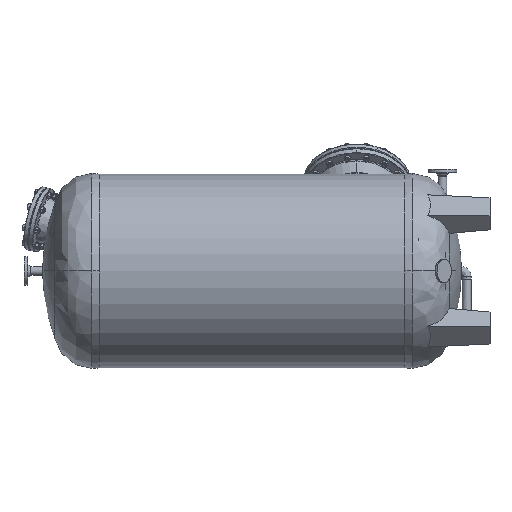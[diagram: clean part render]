
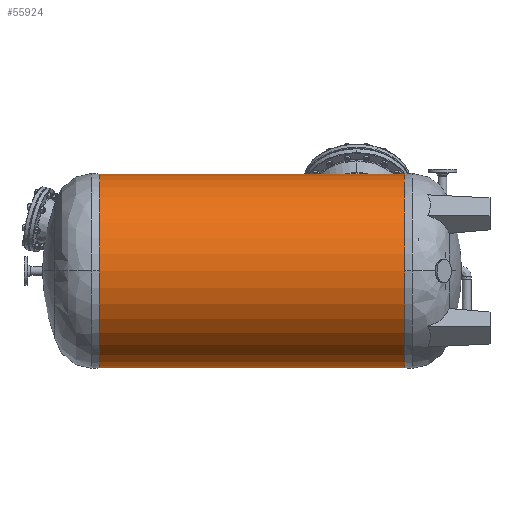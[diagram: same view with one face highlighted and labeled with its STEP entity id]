
A CAD part, left-side view. The second image highlights one B-rep face of the part: STEP entity #55924.
In plain terms, the highlighted cylindrical face has radius 508 mm (diameter 1016 mm), a partial arc.
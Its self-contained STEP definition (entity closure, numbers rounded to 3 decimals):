
#821 = CARTESIAN_POINT ( 'NONE',  ( 0., 1892.522, 508. ) ) ;
#917 = DIRECTION ( 'NONE',  ( 0., 1., 0. ) ) ;
#2344 = DIRECTION ( 'NONE',  ( 0., -1., 0. ) ) ;
#2535 = CARTESIAN_POINT ( 'NONE',  ( 0., 0., -508. ) ) ;
#3039 = EDGE_CURVE ( 'NONE', #19169, #34684, #33872, .T. ) ;
#3777 = VERTEX_POINT ( 'NONE', #7016 ) ;
#5581 = DIRECTION ( 'NONE',  ( 0., 0., 1. ) ) ;
#7016 = CARTESIAN_POINT ( 'NONE',  ( -508., 1892.522, 0. ) ) ;
#7228 = CARTESIAN_POINT ( 'NONE',  ( 0., 0., 0. ) ) ;
#8304 = CIRCLE ( 'NONE', #43056, 508. ) ;
#8887 = ORIENTED_EDGE ( 'NONE', *, *, #3039, .T. ) ;
#8948 = VECTOR ( 'NONE', #42212, 1000. ) ;
#9019 = ORIENTED_EDGE ( 'NONE', *, *, #12985, .T. ) ;
#10591 = CARTESIAN_POINT ( 'NONE',  ( 0., 289.478, -508. ) ) ;
#10758 = DIRECTION ( 'NONE',  ( 0., 1., 0. ) ) ;
#11635 = DIRECTION ( 'NONE',  ( 0., 0., 1. ) ) ;
#12985 = EDGE_CURVE ( 'NONE', #54181, #19169, #21342, .T. ) ;
#13971 = CARTESIAN_POINT ( 'NONE',  ( 0., 1892.522, 0. ) ) ;
#14374 = DIRECTION ( 'NONE',  ( 0., 1., 0. ) ) ;
#14568 = ORIENTED_EDGE ( 'NONE', *, *, #32675, .F. ) ;
#17563 = AXIS2_PLACEMENT_3D ( 'NONE', #54652, #14374, #5581 ) ;
#18542 = CARTESIAN_POINT ( 'NONE',  ( 0., 289.478, 0. ) ) ;
#18828 = DIRECTION ( 'NONE',  ( 0., 0., 1. ) ) ;
#19001 = EDGE_CURVE ( 'NONE', #34684, #43665, #57828, .T. ) ;
#19169 = VERTEX_POINT ( 'NONE', #46747 ) ;
#21342 = CIRCLE ( 'NONE', #17563, 508. ) ;
#21615 = CARTESIAN_POINT ( 'NONE',  ( 0., 1892.522, -508. ) ) ;
#22830 = FACE_OUTER_BOUND ( 'NONE', #47899, .T. ) ;
#24037 = ORIENTED_EDGE ( 'NONE', *, *, #39476, .T. ) ;
#24359 = DIRECTION ( 'NONE',  ( 0., 0., 1. ) ) ;
#25164 = CYLINDRICAL_SURFACE ( 'NONE', #50599, 508. ) ;
#26357 = AXIS2_PLACEMENT_3D ( 'NONE', #18542, #917, #18828 ) ;
#30459 = CARTESIAN_POINT ( 'NONE',  ( 0., 0., 508. ) ) ;
#31299 = DIRECTION ( 'NONE',  ( 0., 0., 1. ) ) ;
#32675 = EDGE_CURVE ( 'NONE', #54181, #53429, #34219, .T. ) ;
#33872 = CIRCLE ( 'NONE', #26357, 508. ) ;
#34218 = ORIENTED_EDGE ( 'NONE', *, *, #55323, .T. ) ;
#34219 = LINE ( 'NONE', #2535, #8948 ) ;
#34684 = VERTEX_POINT ( 'NONE', #57291 ) ;
#39026 = DIRECTION ( 'NONE',  ( 0., 1., 0. ) ) ;
#39476 = EDGE_CURVE ( 'NONE', #3777, #53429, #53040, .T. ) ;
#42212 = DIRECTION ( 'NONE',  ( 0., 1., 0. ) ) ;
#42576 = CARTESIAN_POINT ( 'NONE',  ( 0., 1892.522, 0. ) ) ;
#43056 = AXIS2_PLACEMENT_3D ( 'NONE', #13971, #54532, #31299 ) ;
#43665 = VERTEX_POINT ( 'NONE', #821 ) ;
#46747 = CARTESIAN_POINT ( 'NONE',  ( -508., 289.478, 0. ) ) ;
#47899 = EDGE_LOOP ( 'NONE', ( #14568, #9019, #8887, #48060, #34218, #24037 ) ) ;
#48060 = ORIENTED_EDGE ( 'NONE', *, *, #19001, .T. ) ;
#50599 = AXIS2_PLACEMENT_3D ( 'NONE', #7228, #10758, #11635 ) ;
#52130 = AXIS2_PLACEMENT_3D ( 'NONE', #42576, #2344, #24359 ) ;
#53017 = VECTOR ( 'NONE', #39026, 1000. ) ;
#53040 = CIRCLE ( 'NONE', #52130, 508. ) ;
#53429 = VERTEX_POINT ( 'NONE', #21615 ) ;
#54181 = VERTEX_POINT ( 'NONE', #10591 ) ;
#54532 = DIRECTION ( 'NONE',  ( 0., -1., 0. ) ) ;
#54652 = CARTESIAN_POINT ( 'NONE',  ( 0., 289.478, 0. ) ) ;
#55323 = EDGE_CURVE ( 'NONE', #43665, #3777, #8304, .T. ) ;
#55924 = ADVANCED_FACE ( 'NONE', ( #22830 ), #25164, .T. ) ;
#57291 = CARTESIAN_POINT ( 'NONE',  ( 0., 289.478, 508. ) ) ;
#57828 = LINE ( 'NONE', #30459, #53017 ) ;
